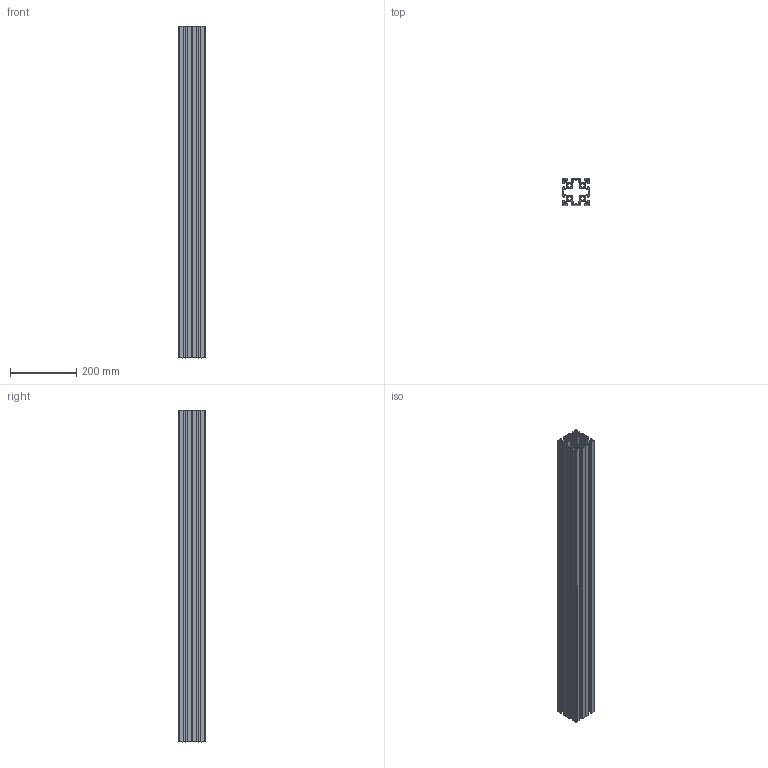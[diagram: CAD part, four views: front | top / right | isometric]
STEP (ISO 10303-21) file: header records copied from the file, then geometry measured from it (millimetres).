
FILE_DESCRIPTION (( 'STEP AP214' ), '1' );
FILE_NAME ('488HX Êîíñòðóêöèîííûé ïðîôèëü 80õ80H.STEP', '2019-10-31T14:42:12', ( 'Windows User' ), ( '' ), 'SwSTEP 2.0', 'SolidWorks 2019', '' );
FILE_SCHEMA (( 'AUTOMOTIVE_DESIGN' ));
Length unit declared in the file: millimetre
Products named in the file (1): 488HX Êîíñòðóêöèîííûé ïðîôèëü 80õ80H
Bounding box: 80 x 80 x 1000.1 mm (x, y, z)
Volume: 1800416.4 mm3; surface area: 1188503.9 mm2
Topology: 1 solids, 1 shells, 726 faces, 2172 edges, 1448 vertices
Faces by surface type: cylinder 364, plane 362
Entity records: 24714 total; most frequent: DIRECTION 4354, CARTESIAN_POINT 4347, ORIENTED_EDGE 4344, EDGE_CURVE 2172, AXIS2_PLACEMENT_3D 1455, VERTEX_POINT 1448, VECTOR 1444, LINE 1444
